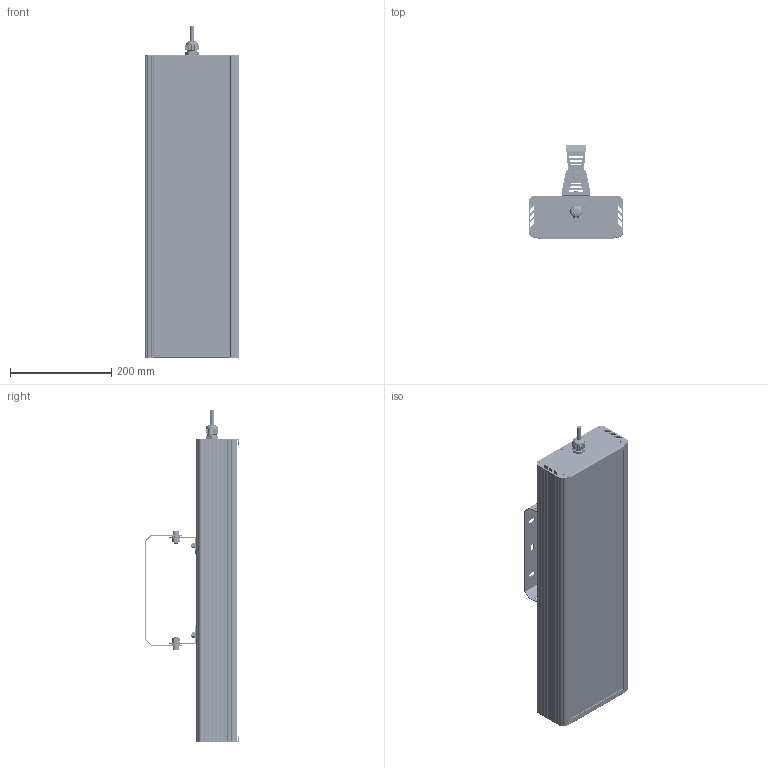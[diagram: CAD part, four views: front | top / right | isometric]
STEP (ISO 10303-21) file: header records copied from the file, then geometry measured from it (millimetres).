
FILE_DESCRIPTION(('STEP AP214'), '1');
FILE_NAME('001.0079.81.000 - ÃÑÏ-Ýêñòðà-Îïòèê-120', '2023-11-02T12:16:10', ('Ëóêîíèí'), ('ÎÊÁ Ñâîé Ñòèëü'), 'C3D Converter', 'C3D Toolkit', '');
FILE_SCHEMA(('AUTOMOTIVE_DESIGN { 1 0 10303 214 3 1 1}'));
Length unit declared in the file: millimetre
Products named in the file (41): 001.0079.81.000
Assembly tree (75 placements, depth 4):
  001.0079.81.000
    (unnamed)
      (unnamed)
      (unnamed)
      (unnamed)
      (unnamed)  x6
      (unnamed)  x6
      (unnamed)
      (unnamed)
      (unnamed)
      (unnamed)
        (unnamed)
      (unnamed)  x12
        (unnamed)
        (unnamed)
        (unnamed)
        (unnamed)
        (unnamed)
        (unnamed)
        (unnamed)
        (unnamed)
        (unnamed)
        (unnamed)
    (unnamed)
      (unnamed)  x2
      (unnamed)
      (unnamed)
      (unnamed)
      (unnamed)
      (unnamed)
      (unnamed)
      (unnamed)  x2
      (unnamed)
      (unnamed)
      (unnamed)
      (unnamed)
      (unnamed)
      (unnamed)
      (unnamed)
      (unnamed)
      (unnamed)
Bounding box: 187.37 x 184.65 x 656.43 mm (x, y, z)
Volume: 2031881.5 mm3; surface area: 1525708.2 mm2
Topology: 435 solids, 435 shells, 6496 faces, 15251 edges, 10199 vertices
Faces by surface type: plane 4472, cylinder 1618, bspline 205, cone 178, sphere 12, torus 11
Full cylindrical faces by diameter (mm): 1 x12, 2 x24, 2.5 x48, 2.8 x300, 3.2 x12, 3.5 x72, 4 x12, 6 x4, 6.375 x2, 8 x16, 8.5 x8, 9 x156, 12 x3, 12.5 x1, 13.333 x2, 16 x5, 18.5 x3, 20 x1, 23.5 x1
Entity records: 112456 total; most frequent: CARTESIAN_POINT 51795, ORIENTED_EDGE 11236, DIRECTION 10430, EDGE_CURVE 5618, VERTEX_POINT 3842, AXIS2_PLACEMENT_3D 3548, LINE 3334, VECTOR 3334
